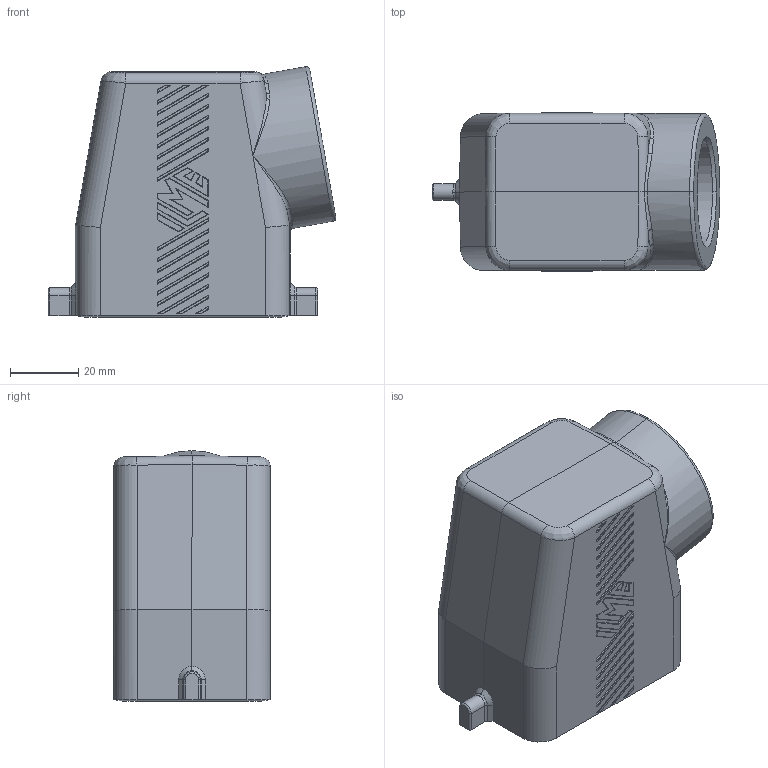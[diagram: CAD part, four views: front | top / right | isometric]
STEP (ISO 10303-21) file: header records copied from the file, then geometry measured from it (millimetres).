
FILE_DESCRIPTION(('Creo Elements/Direct Modeling STEP Export'),'2;1');
FILE_NAME('37jbk2e5h15k5te2644','2022-02-02T11:16:47',(''),(''),'Creo Elements/Direct Modeling STEP processor for AP214 (Solid Model)','Creo Elements/Direct Modeling 20.1B 02-Apr-2019 (C) Parametric Technology GmbH','');
FILE_SCHEMA(('AUTOMOTIVE_DESIGN { 1 0 10303 214 1 1 1 1 }'));
Length unit declared in the file: millimetre
Products named in the file (2): TMAO_06_L32
Assembly tree (1 placements, depth 2):
  TMAO_06_L32
    TMAO_06_L32
Bounding box: 84.34 x 46.3 x 73.49 mm (x, y, z)
Volume: 99251.1 mm3; surface area: 32952.1 mm2
Topology: 1 solids, 1 shells, 414 faces, 1029 edges, 662 vertices
Faces by surface type: cylinder 261, plane 103, bspline 36, cone 10, torus 4
Entity records: 19151 total; most frequent: CARTESIAN_POINT 9410, ORIENTED_EDGE 2050, DIRECTION 1933, EDGE_CURVE 1025, AXIS2_PLACEMENT_3D 662, VERTEX_POINT 662, VECTOR 609, LINE 609
